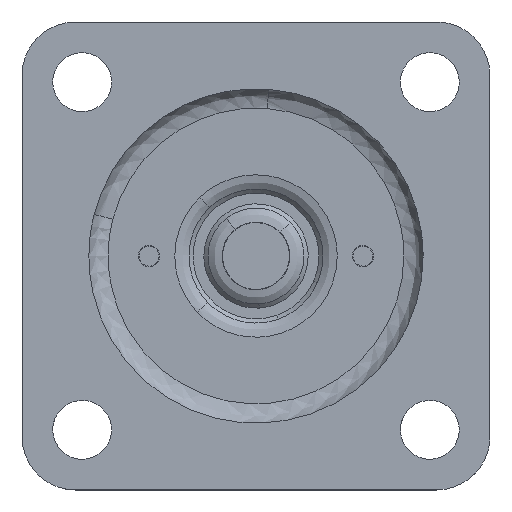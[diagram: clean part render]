
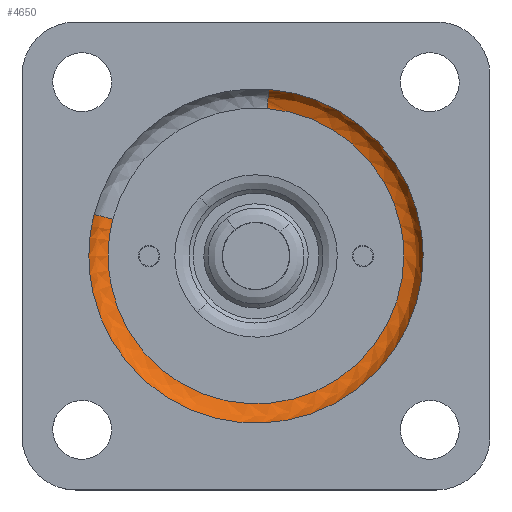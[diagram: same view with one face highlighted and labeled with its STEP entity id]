
A CAD part, top view. The second image highlights one B-rep face of the part: STEP entity #4650.
In plain terms, the highlighted free-form (B-spline) face has degree [2, 2] with [9, 3] control points.
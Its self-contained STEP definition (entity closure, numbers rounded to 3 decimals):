
#4489=CARTESIAN_POINT('',(1.899,24.971,30.675));
#4490=CARTESIAN_POINT('',(4.095,24.804,30.675));
#4491=CARTESIAN_POINT('',(6.228,24.256,30.675));
#4492=CARTESIAN_POINT('',(30.484,18.028,30.675));
#4493=CARTESIAN_POINT('',(24.256,-6.228,30.675));
#4494=CARTESIAN_POINT('',(18.028,-30.484,30.675));
#4495=CARTESIAN_POINT('',(-6.228,-24.256,30.675));
#4496=CARTESIAN_POINT('',(-30.484,-18.028,30.675));
#4497=CARTESIAN_POINT('',(-24.256,6.228,30.675));
#4498=CARTESIAN_POINT('',(1.858,24.434,28.151));
#4499=CARTESIAN_POINT('',(4.007,24.271,28.151));
#4500=CARTESIAN_POINT('',(6.094,23.735,28.151));
#4501=CARTESIAN_POINT('',(29.829,17.641,28.151));
#4502=CARTESIAN_POINT('',(23.735,-6.094,28.151));
#4503=CARTESIAN_POINT('',(17.641,-29.829,28.151));
#4504=CARTESIAN_POINT('',(-6.094,-23.735,28.151));
#4505=CARTESIAN_POINT('',(-29.829,-17.641,28.151));
#4506=CARTESIAN_POINT('',(-23.735,6.094,28.151));
#4507=CARTESIAN_POINT('',(1.663,21.866,28.305));
#4508=CARTESIAN_POINT('',(3.586,21.72,28.305));
#4509=CARTESIAN_POINT('',(5.454,21.24,28.305));
#4510=CARTESIAN_POINT('',(26.694,15.787,28.305));
#4511=CARTESIAN_POINT('',(21.24,-5.454,28.305));
#4512=CARTESIAN_POINT('',(15.787,-26.694,28.305));
#4513=CARTESIAN_POINT('',(-5.454,-21.24,28.305));
#4514=CARTESIAN_POINT('',(-26.694,-15.787,28.305));
#4515=CARTESIAN_POINT('',(-21.24,5.454,28.305));
#4523=(BOUNDED_SURFACE()B_SPLINE_SURFACE(2,2,((#4489,#4498,#4507),(#4490,#4499,#4508),(#4491,#4500,#4509),(#4492,#4501,#4510),(#4493,#4502,#4511),(#4494,#4503,#4512),(#4495,#4504,#4513),(#4496,#4505,#4514),(#4497,#4506,#4515)),.UNSPECIFIED.,.F.,.F.,.U.)B_SPLINE_SURFACE_WITH_KNOTS((3,2,2,2,3),(3,3),(0.0,4.979,46.471,87.963,129.455),(0.0,4.45),.UNSPECIFIED.)GEOMETRIC_REPRESENTATION_ITEM()RATIONAL_B_SPLINE_SURFACE(((0.861,0.654,0.863),(0.886,0.672,0.887),(0.918,0.697,0.92),(0.649,0.493,0.65),(0.918,0.697,0.92),(0.649,0.493,0.65),(0.918,0.697,0.92),(0.649,0.493,0.65),(0.918,0.697,0.92)))REPRESENTATION_ITEM('')SURFACE());
#4524=CARTESIAN_POINT('',(1.895,24.928,30.5));
#4525=VERTEX_POINT('',#4524);
#4526=CARTESIAN_POINT('',(25.,0.0,30.5));
#4527=VERTEX_POINT('',#4526);
#4528=CARTESIAN_POINT('',(1.895,24.928,30.5));
#4529=CARTESIAN_POINT('',(25.,23.171,30.5));
#4530=CARTESIAN_POINT('',(25.,0.0,30.5));
#4538=(BOUNDED_CURVE()B_SPLINE_CURVE(2,(#4528,#4529,#4530),.UNSPECIFIED.,.F.,.U.)B_SPLINE_CURVE_WITH_KNOTS((3,3),(0.263,0.5),.UNSPECIFIED.)CURVE()GEOMETRIC_REPRESENTATION_ITEM()RATIONAL_B_SPLINE_CURVE((0.971,0.723,1.0))REPRESENTATION_ITEM(''));
#4539=EDGE_CURVE('',#4525,#4527,#4538,.T.);
#4540=ORIENTED_EDGE('',*,*,#4539,.F.);
#4541=CARTESIAN_POINT('',(1.676,22.045,28.3));
#4542=VERTEX_POINT('',#4541);
#4543=CARTESIAN_POINT('',(1.895,24.928,30.5));
#4544=CARTESIAN_POINT('',(1.849,24.321,28.3));
#4545=CARTESIAN_POINT('',(1.676,22.045,28.3));
#4553=(BOUNDED_CURVE()B_SPLINE_CURVE(2,(#4543,#4544,#4545),.UNSPECIFIED.,.F.,.U.)B_SPLINE_CURVE_WITH_KNOTS((3,3),(-1.688,-0.306),.UNSPECIFIED.)CURVE()GEOMETRIC_REPRESENTATION_ITEM()RATIONAL_B_SPLINE_CURVE((0.843,0.672,0.845))REPRESENTATION_ITEM(''));
#4554=EDGE_CURVE('',#4525,#4542,#4553,.T.);
#4555=ORIENTED_EDGE('',*,*,#4554,.T.);
#4556=CARTESIAN_POINT('',(22.109,0.0,28.3));
#4557=VERTEX_POINT('',#4556);
#4558=CARTESIAN_POINT('',(1.676,22.045,28.3));
#4559=CARTESIAN_POINT('',(22.109,20.491,28.3));
#4560=CARTESIAN_POINT('',(22.109,0.0,28.3));
#4568=(BOUNDED_CURVE()B_SPLINE_CURVE(2,(#4558,#4559,#4560),.UNSPECIFIED.,.F.,.U.)B_SPLINE_CURVE_WITH_KNOTS((3,3),(0.263,0.5),.UNSPECIFIED.)CURVE()GEOMETRIC_REPRESENTATION_ITEM()RATIONAL_B_SPLINE_CURVE((0.971,0.723,1.0))REPRESENTATION_ITEM(''));
#4569=EDGE_CURVE('',#4542,#4557,#4568,.T.);
#4570=ORIENTED_EDGE('',*,*,#4569,.T.);
#4571=CARTESIAN_POINT('',(-22.109,0.0,28.3));
#4572=VERTEX_POINT('',#4571);
#4573=CARTESIAN_POINT('',(22.109,0.0,28.3));
#4574=CARTESIAN_POINT('',(22.109,-22.109,28.3));
#4575=CARTESIAN_POINT('',(0.0,-22.109,28.3));
#4576=CARTESIAN_POINT('',(-22.109,-22.109,28.3));
#4577=CARTESIAN_POINT('',(-22.109,0.0,28.3));
#4585=(BOUNDED_CURVE()B_SPLINE_CURVE(2,(#4573,#4574,#4575,#4576,#4577),.UNSPECIFIED.,.F.,.U.)B_SPLINE_CURVE_WITH_KNOTS((3,2,3),(0.5,0.75,1.0),.UNSPECIFIED.)CURVE()GEOMETRIC_REPRESENTATION_ITEM()RATIONAL_B_SPLINE_CURVE((1.0,0.707,1.0,0.707,1.0))REPRESENTATION_ITEM(''));
#4586=EDGE_CURVE('',#4557,#4572,#4585,.T.);
#4587=ORIENTED_EDGE('',*,*,#4586,.T.);
#4588=CARTESIAN_POINT('',(-21.414,5.498,28.3));
#4589=VERTEX_POINT('',#4588);
#4590=CARTESIAN_POINT('',(-22.109,0.0,28.3));
#4591=CARTESIAN_POINT('',(-22.109,2.793,28.3));
#4592=CARTESIAN_POINT('',(-21.414,5.498,28.3));
#4600=(BOUNDED_CURVE()B_SPLINE_CURVE(2,(#4590,#4591,#4592),.UNSPECIFIED.,.F.,.U.)B_SPLINE_CURVE_WITH_KNOTS((3,3),(0.0,0.042),.UNSPECIFIED.)CURVE()GEOMETRIC_REPRESENTATION_ITEM()RATIONAL_B_SPLINE_CURVE((1.0,0.95,0.917))REPRESENTATION_ITEM(''));
#4601=EDGE_CURVE('',#4572,#4589,#4600,.T.);
#4602=ORIENTED_EDGE('',*,*,#4601,.T.);
#4603=CARTESIAN_POINT('',(-24.215,6.217,30.5));
#4604=VERTEX_POINT('',#4603);
#4605=CARTESIAN_POINT('',(-24.215,6.217,30.5));
#4606=CARTESIAN_POINT('',(-23.625,6.066,28.3));
#4607=CARTESIAN_POINT('',(-21.414,5.498,28.3));
#4615=(BOUNDED_CURVE()B_SPLINE_CURVE(2,(#4605,#4606,#4607),.UNSPECIFIED.,.F.,.U.)B_SPLINE_CURVE_WITH_KNOTS((3,3),(-1.688,-0.306),.UNSPECIFIED.)CURVE()GEOMETRIC_REPRESENTATION_ITEM()RATIONAL_B_SPLINE_CURVE((0.899,0.716,0.9))REPRESENTATION_ITEM(''));
#4616=EDGE_CURVE('',#4604,#4589,#4615,.T.);
#4617=ORIENTED_EDGE('',*,*,#4616,.F.);
#4618=CARTESIAN_POINT('',(-25.,0.0,30.5));
#4619=VERTEX_POINT('',#4618);
#4620=CARTESIAN_POINT('',(-25.,0.0,30.5));
#4621=CARTESIAN_POINT('',(-25.,3.158,30.5));
#4622=CARTESIAN_POINT('',(-24.215,6.217,30.5));
#4630=(BOUNDED_CURVE()B_SPLINE_CURVE(2,(#4620,#4621,#4622),.UNSPECIFIED.,.F.,.U.)B_SPLINE_CURVE_WITH_KNOTS((3,3),(0.0,0.042),.UNSPECIFIED.)CURVE()GEOMETRIC_REPRESENTATION_ITEM()RATIONAL_B_SPLINE_CURVE((1.0,0.95,0.917))REPRESENTATION_ITEM(''));
#4631=EDGE_CURVE('',#4619,#4604,#4630,.T.);
#4632=ORIENTED_EDGE('',*,*,#4631,.F.);
#4633=CARTESIAN_POINT('',(25.,0.0,30.5));
#4634=CARTESIAN_POINT('',(25.,-25.,30.5));
#4635=CARTESIAN_POINT('',(0.0,-25.,30.5));
#4636=CARTESIAN_POINT('',(-25.,-25.,30.5));
#4637=CARTESIAN_POINT('',(-25.,0.0,30.5));
#4645=(BOUNDED_CURVE()B_SPLINE_CURVE(2,(#4633,#4634,#4635,#4636,#4637),.UNSPECIFIED.,.F.,.U.)B_SPLINE_CURVE_WITH_KNOTS((3,2,3),(0.5,0.75,1.0),.UNSPECIFIED.)CURVE()GEOMETRIC_REPRESENTATION_ITEM()RATIONAL_B_SPLINE_CURVE((1.0,0.707,1.0,0.707,1.0))REPRESENTATION_ITEM(''));
#4646=EDGE_CURVE('',#4527,#4619,#4645,.T.);
#4647=ORIENTED_EDGE('',*,*,#4646,.F.);
#4648=EDGE_LOOP('',(#4540,#4555,#4570,#4587,#4602,#4617,#4632,#4647));
#4649=FACE_OUTER_BOUND('',#4648,.T.);
#4650=ADVANCED_FACE('',(#4649),#4523,.F.);
